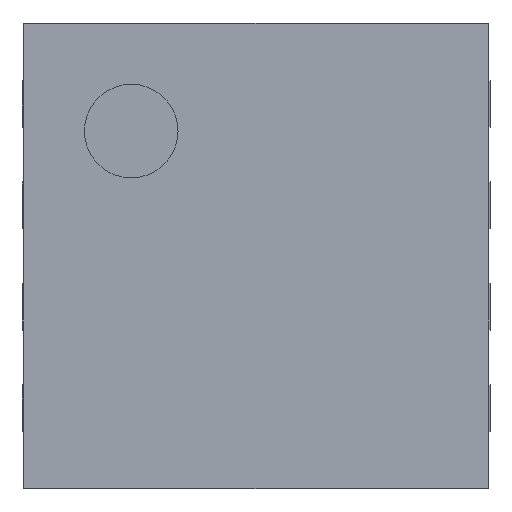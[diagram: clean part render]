
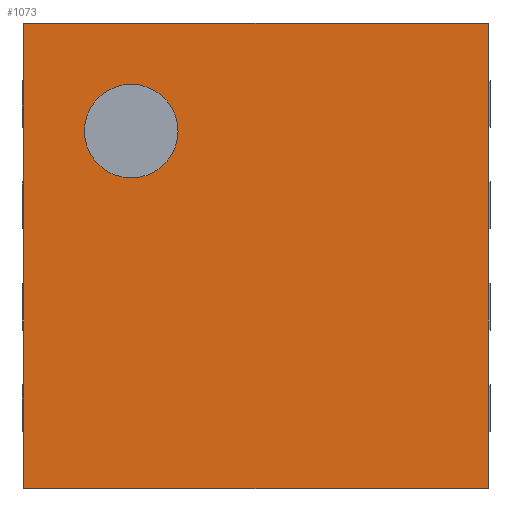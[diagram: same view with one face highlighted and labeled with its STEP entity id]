
A CAD part, top view. The second image highlights one B-rep face of the part: STEP entity #1073.
In plain terms, the highlighted planar face has unit normal (0, 0, 1).
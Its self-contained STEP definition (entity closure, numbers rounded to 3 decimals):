
#13=DIRECTION('',(0.,0.,1.));
#27=VECTOR('',#28,1.);
#28=DIRECTION('',(0.,-1.,0.));
#79=DIRECTION('',(1.,0.,0.));
#126=VECTOR('',#79,1.);
#380=VERTEX_POINT('',#381);
#381=CARTESIAN_POINT('',(1.49,1.49,0.92));
#384=EDGE_CURVE('',#380,#385,#387,.T.);
#385=VERTEX_POINT('',#386);
#386=CARTESIAN_POINT('',(1.49,-1.49,0.92));
#387=LINE('',#381,#27);
#463=VERTEX_POINT('',#464);
#464=CARTESIAN_POINT('',(-1.49,1.49,0.92));
#467=ORIENTED_EDGE('',*,*,#468,.F.);
#468=EDGE_CURVE('',#463,#380,#469,.T.);
#469=LINE('',#464,#126);
#502=ORIENTED_EDGE('',*,*,#503,.T.);
#503=EDGE_CURVE('',#463,#504,#506,.T.);
#504=VERTEX_POINT('',#505);
#505=CARTESIAN_POINT('',(-1.49,-1.49,0.92));
#506=LINE('',#464,#27);
#1069=EDGE_CURVE('',#504,#385,#1070,.T.);
#1070=LINE('',#505,#126);
#1073=ADVANCED_FACE('',(#1074,#1078),#1088,.T.);
#1074=FACE_BOUND('',#1075,.T.);
#1075=EDGE_LOOP('',(#467,#502,#1076,#1077));
#1076=ORIENTED_EDGE('',*,*,#1069,.T.);
#1077=ORIENTED_EDGE('',*,*,#384,.F.);
#1078=FACE_BOUND('',#1079,.T.);
#1079=EDGE_LOOP('',(#1080));
#1080=ORIENTED_EDGE('',*,*,#1081,.T.);
#1081=EDGE_CURVE('',#1082,#1082,#1084,.T.);
#1082=VERTEX_POINT('',#1083);
#1083=CARTESIAN_POINT('',(-0.8,0.5,0.92));
#1084=CIRCLE('',#1085,0.3);
#1085=AXIS2_PLACEMENT_3D('',#1086,#1087,#28);
#1086=CARTESIAN_POINT('',(-0.8,0.8,0.92));
#1087=DIRECTION('',(0.,-0.,-1.));
#1088=PLANE('',#1089);
#1089=AXIS2_PLACEMENT_3D('',#464,#13,#28);
